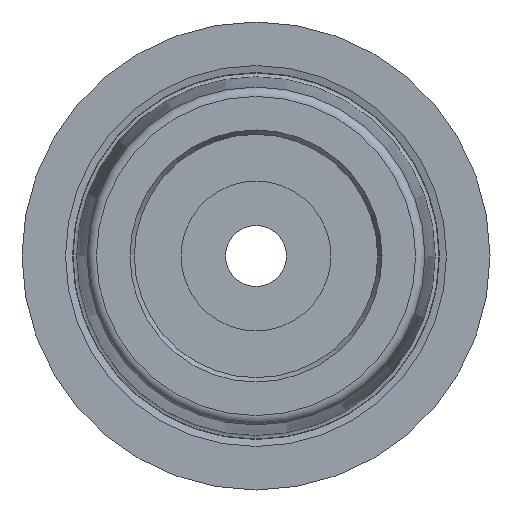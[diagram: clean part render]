
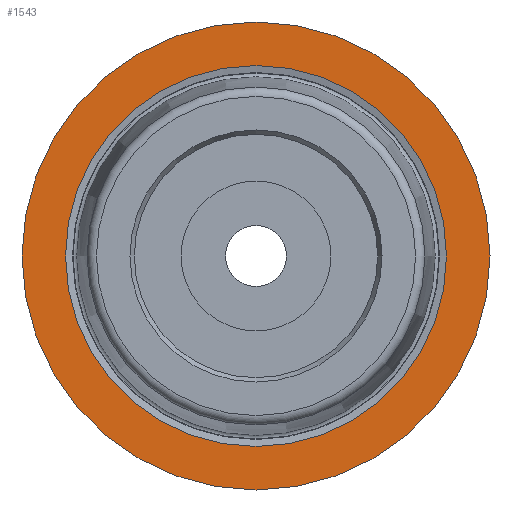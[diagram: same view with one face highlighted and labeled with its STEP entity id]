
A CAD part, left-side view. The second image highlights one B-rep face of the part: STEP entity #1543.
In plain terms, the highlighted planar face has unit normal (-1, 0, 0).
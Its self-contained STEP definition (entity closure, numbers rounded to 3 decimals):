
#1509=CARTESIAN_POINT('',(0.,20.35,0.0));
#1510=VERTEX_POINT('',#1509);
#1511=CARTESIAN_POINT('',(0.,0.,0.0));
#1512=DIRECTION('',(1.0,0.0,0.0));
#1513=DIRECTION('',(0.0,1.0,0.0));
#1514=AXIS2_PLACEMENT_3D('',#1511,#1512,#1513);
#1515=CIRCLE('',#1514,20.35);
#1516=EDGE_CURVE('',#1510,#1510,#1515,.T.);
#1524=CARTESIAN_POINT('',(0.,22.675,0.0));
#1525=DIRECTION('',(-1.0,0.0,0.0));
#1526=DIRECTION('',(0.0,0.0,1.0));
#1527=AXIS2_PLACEMENT_3D('',#1524,#1525,#1526);
#1528=PLANE('',#1527);
#1529=CARTESIAN_POINT('',(0.,25.,0.0));
#1530=VERTEX_POINT('',#1529);
#1531=CARTESIAN_POINT('',(0.,0.,0.0));
#1532=DIRECTION('',(1.0,0.0,0.0));
#1533=DIRECTION('',(0.0,1.0,0.0));
#1534=AXIS2_PLACEMENT_3D('',#1531,#1532,#1533);
#1535=CIRCLE('',#1534,25.);
#1536=EDGE_CURVE('',#1530,#1530,#1535,.T.);
#1537=ORIENTED_EDGE('',*,*,#1536,.F.);
#1538=EDGE_LOOP('',(#1537));
#1539=FACE_OUTER_BOUND('',#1538,.T.);
#1540=ORIENTED_EDGE('',*,*,#1516,.T.);
#1541=EDGE_LOOP('',(#1540));
#1542=FACE_BOUND('',#1541,.T.);
#1543=ADVANCED_FACE('',(#1539,#1542),#1528,.T.);
